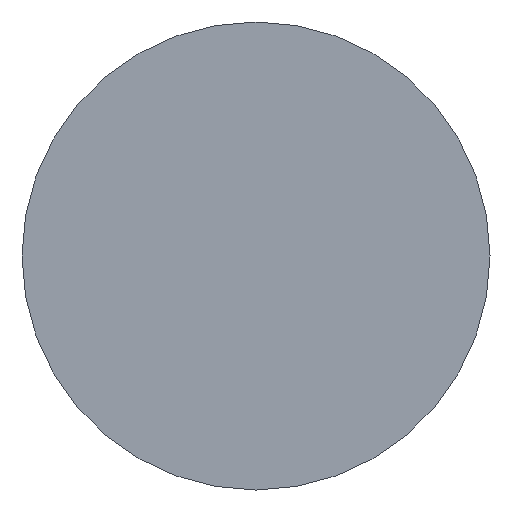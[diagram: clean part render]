
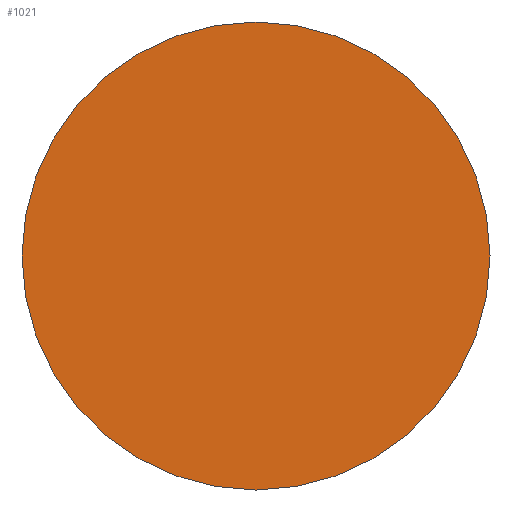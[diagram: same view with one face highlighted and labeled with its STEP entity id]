
A CAD part, left-side view. The second image highlights one B-rep face of the part: STEP entity #1021.
In plain terms, the highlighted planar face has unit normal (-1, 0, 0).
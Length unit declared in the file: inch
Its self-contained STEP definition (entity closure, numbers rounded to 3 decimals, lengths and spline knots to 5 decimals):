
#68 = ORIENTED_EDGE ( 'NONE', *, *, #456, .F. ) ;
#220 = CARTESIAN_POINT ( 'NONE',  ( -0.31, 0., 0. ) ) ;
#228 = AXIS2_PLACEMENT_3D ( 'NONE', #540, #542, #543 ) ;
#368 = ORIENTED_EDGE ( 'NONE', *, *, #896, .F. ) ;
#445 = CARTESIAN_POINT ( 'NONE',  ( -0.31, 0., -0.03085 ) ) ;
#456 = EDGE_CURVE ( 'NONE', #1012, #953, #1014, .T. ) ;
#520 = PLANE ( 'NONE',  #228 ) ;
#522 = AXIS2_PLACEMENT_3D ( 'NONE', #952, #958, #960 ) ;
#540 = CARTESIAN_POINT ( 'NONE',  ( -0.31, 0., 0. ) ) ;
#542 = DIRECTION ( 'NONE',  ( 1., 0., 0. ) ) ;
#543 = DIRECTION ( 'NONE',  ( 0., 0., -1. ) ) ;
#552 = FACE_OUTER_BOUND ( 'NONE', #1097, .T. ) ;
#608 = AXIS2_PLACEMENT_3D ( 'NONE', #220, #1157, #1156 ) ;
#893 = CIRCLE ( 'NONE', #522, 0.03085 ) ;
#896 = EDGE_CURVE ( 'NONE', #953, #1012, #893, .T. ) ;
#952 = CARTESIAN_POINT ( 'NONE',  ( -0.31, 0., 0. ) ) ;
#953 = VERTEX_POINT ( 'NONE', #1019 ) ;
#958 = DIRECTION ( 'NONE',  ( 1., 0., 0. ) ) ;
#960 = DIRECTION ( 'NONE',  ( 0., 0., -1. ) ) ;
#1012 = VERTEX_POINT ( 'NONE', #445 ) ;
#1014 = CIRCLE ( 'NONE', #608, 0.03085 ) ;
#1019 = CARTESIAN_POINT ( 'NONE',  ( -0.31, 0., 0.03085 ) ) ;
#1021 = ADVANCED_FACE ( 'NONE', ( #552 ), #520, .F. ) ;
#1097 = EDGE_LOOP ( 'NONE', ( #368, #68 ) ) ;
#1156 = DIRECTION ( 'NONE',  ( 0., 0., -1. ) ) ;
#1157 = DIRECTION ( 'NONE',  ( 1., 0., 0. ) ) ;
